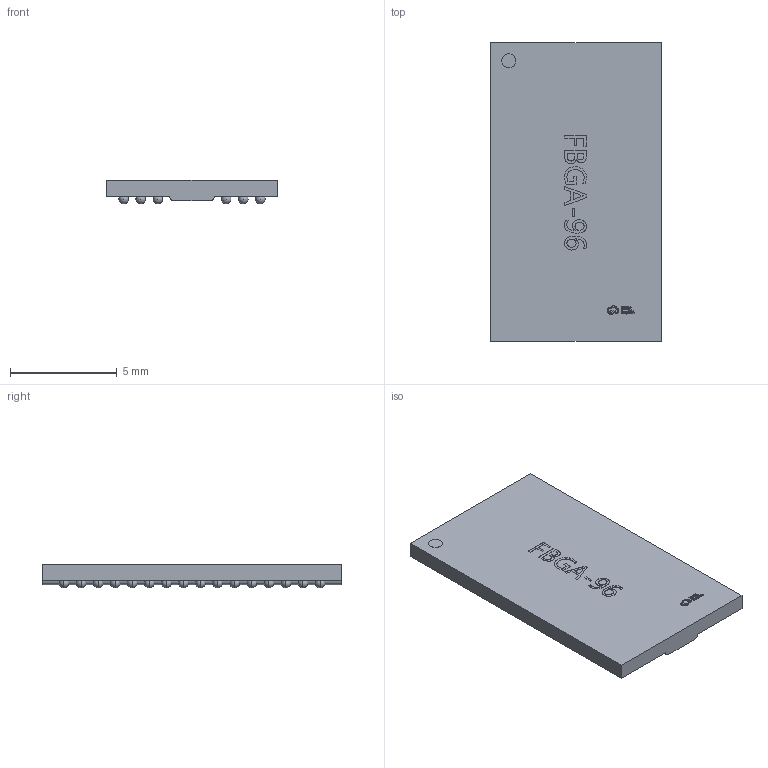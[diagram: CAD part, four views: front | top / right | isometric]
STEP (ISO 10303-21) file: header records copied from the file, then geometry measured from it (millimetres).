
FILE_DESCRIPTION (( 'STEP AP214' ), '1' );
FILE_NAME ('FBGA-96_L14.0-W8.0-H1.1-P0.8.step', '2022-06-22T14:51:31', ( '' ), ( '' ), 'SwSTEP 2.0', 'SolidWorks 2020', '' );
FILE_SCHEMA (( 'AUTOMOTIVE_DESIGN' ));
Length unit declared in the file: millimetre
Products named in the file (1): FBGA-96_L14.0-W8.0-H1.1-P0.8
Bounding box: 8 x 14 x 1.11 mm (x, y, z)
Volume: 93.6 mm3; surface area: 298.6 mm2
Topology: 1 solids, 1 shells, 588 faces, 1929 edges, 1286 vertices
Faces by surface type: plane 237, sphere 192, bspline 155, cylinder 4
Entity records: 27677 total; most frequent: CARTESIAN_POINT 7791, ORIENTED_EDGE 2898, DIRECTION 2395, EDGE_CURVE 1449, VERTEX_POINT 998, AXIS2_PLACEMENT_3D 826, LINE 743, VECTOR 743
